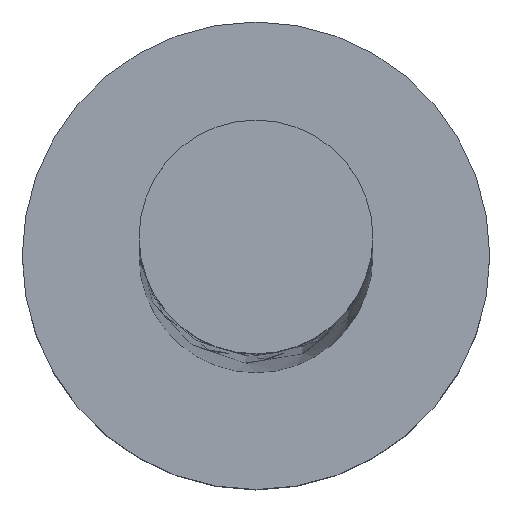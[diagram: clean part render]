
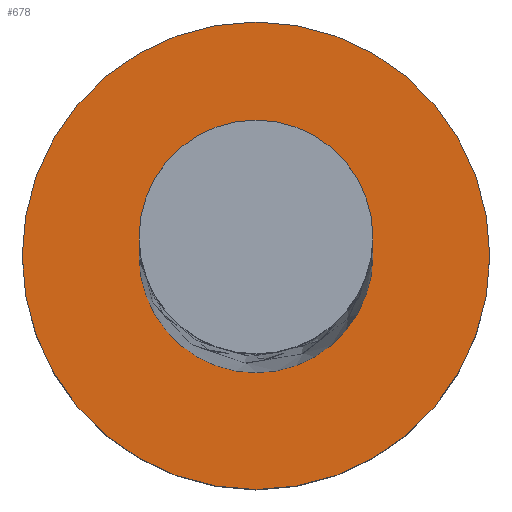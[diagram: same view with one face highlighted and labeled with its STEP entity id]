
A CAD part, top view. The second image highlights one B-rep face of the part: STEP entity #678.
In plain terms, the highlighted planar face has unit normal (0, 0, 1).
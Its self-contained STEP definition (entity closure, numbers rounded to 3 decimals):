
#4 = EDGE_CURVE ( 'NONE', #1339, #1224, #66, .T. ) ;
#11 = DIRECTION ( 'NONE',  ( 0., 0., 1. ) ) ;
#45 = DIRECTION ( 'NONE',  ( 0., 0., 1. ) ) ;
#51 = EDGE_LOOP ( 'NONE', ( #1310, #867 ) ) ;
#66 = CIRCLE ( 'NONE', #115, 1.5 ) ;
#102 = EDGE_CURVE ( 'NONE', #627, #755, #1532, .T. ) ;
#115 = AXIS2_PLACEMENT_3D ( 'NONE', #281, #11, #488 ) ;
#127 = CARTESIAN_POINT ( 'NONE',  ( 0., 0., 3. ) ) ;
#209 = CARTESIAN_POINT ( 'NONE',  ( 1.5, 0., 3. ) ) ;
#243 = CARTESIAN_POINT ( 'NONE',  ( 0., 0., 3. ) ) ;
#267 = EDGE_CURVE ( 'NONE', #755, #627, #1229, .T. ) ;
#281 = CARTESIAN_POINT ( 'NONE',  ( 0., 0., 3. ) ) ;
#397 = FACE_OUTER_BOUND ( 'NONE', #51, .T. ) ;
#426 = DIRECTION ( 'NONE',  ( 1., 0., 0. ) ) ;
#429 = CARTESIAN_POINT ( 'NONE',  ( 3., 0., 3. ) ) ;
#488 = DIRECTION ( 'NONE',  ( 1., 0., 0. ) ) ;
#528 = DIRECTION ( 'NONE',  ( 1., 0., 0. ) ) ;
#547 = AXIS2_PLACEMENT_3D ( 'NONE', #1331, #45, #528 ) ;
#596 = DIRECTION ( 'NONE',  ( 0., 0., 1. ) ) ;
#615 = CARTESIAN_POINT ( 'NONE',  ( -3., 0., 3. ) ) ;
#622 = DIRECTION ( 'NONE',  ( 1., 0., 0. ) ) ;
#624 = AXIS2_PLACEMENT_3D ( 'NONE', #243, #596, #715 ) ;
#627 = VERTEX_POINT ( 'NONE', #615 ) ;
#641 = DIRECTION ( 'NONE',  ( 0., 0., 1. ) ) ;
#646 = FACE_BOUND ( 'NONE', #1216, .T. ) ;
#678 = ADVANCED_FACE ( 'NONE', ( #646, #397 ), #878, .T. ) ;
#715 = DIRECTION ( 'NONE',  ( 1., 0., 0. ) ) ;
#721 = DIRECTION ( 'NONE',  ( 0., 0., 1. ) ) ;
#755 = VERTEX_POINT ( 'NONE', #429 ) ;
#761 = AXIS2_PLACEMENT_3D ( 'NONE', #127, #721, #622 ) ;
#867 = ORIENTED_EDGE ( 'NONE', *, *, #267, .T. ) ;
#878 = PLANE ( 'NONE',  #547 ) ;
#988 = AXIS2_PLACEMENT_3D ( 'NONE', #1090, #641, #426 ) ;
#1090 = CARTESIAN_POINT ( 'NONE',  ( 0., 0., 3. ) ) ;
#1112 = ORIENTED_EDGE ( 'NONE', *, *, #1498, .F. ) ;
#1114 = ORIENTED_EDGE ( 'NONE', *, *, #4, .F. ) ;
#1146 = CARTESIAN_POINT ( 'NONE',  ( -1.5, 0., 3. ) ) ;
#1216 = EDGE_LOOP ( 'NONE', ( #1112, #1114 ) ) ;
#1224 = VERTEX_POINT ( 'NONE', #1146 ) ;
#1229 = CIRCLE ( 'NONE', #761, 3. ) ;
#1310 = ORIENTED_EDGE ( 'NONE', *, *, #102, .T. ) ;
#1331 = CARTESIAN_POINT ( 'NONE',  ( 0., 0., 3. ) ) ;
#1339 = VERTEX_POINT ( 'NONE', #209 ) ;
#1498 = EDGE_CURVE ( 'NONE', #1224, #1339, #1538, .T. ) ;
#1532 = CIRCLE ( 'NONE', #988, 3. ) ;
#1538 = CIRCLE ( 'NONE', #624, 1.5 ) ;
